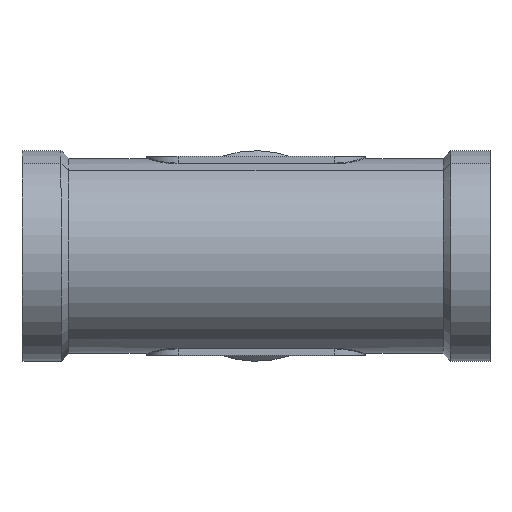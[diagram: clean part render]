
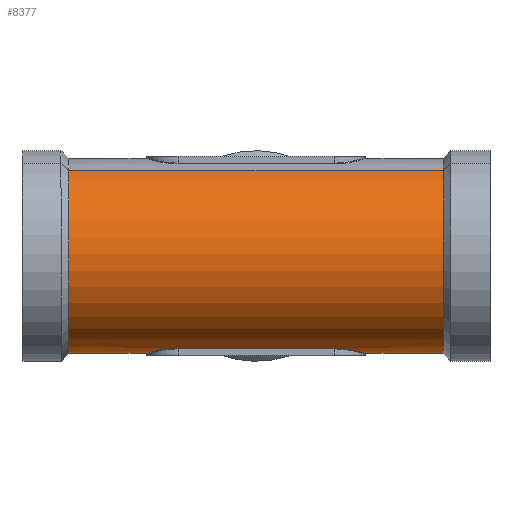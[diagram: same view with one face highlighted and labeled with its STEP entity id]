
A CAD part, left-side view. The second image highlights one B-rep face of the part: STEP entity #8377.
In plain terms, the highlighted cylindrical face has radius 12.5 mm (diameter 25 mm), a partial arc.
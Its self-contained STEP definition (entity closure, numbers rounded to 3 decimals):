
#114=CARTESIAN_POINT('Axis2P3D Location',(0.,-24.,0.)) ;
#118=CARTESIAN_POINT('Vertex',(-5.993,-24.,10.97)) ;
#120=CARTESIAN_POINT('Vertex',(5.993,-24.,-10.97)) ;
#149=CARTESIAN_POINT('Vertex',(-5.993,24.,10.97)) ;
#165=CARTESIAN_POINT('Vertex',(5.993,24.,-10.97)) ;
#168=CARTESIAN_POINT('Axis2P3D Location',(0.,24.,0.)) ;
#7569=CARTESIAN_POINT('Axis2P3D Location',(0.,15.,0.)) ;
#7586=CARTESIAN_POINT('Vertex',(5.993,6.952,-10.97)) ;
#7589=CARTESIAN_POINT('Line Origine',(5.993,12.,-10.97)) ;
#7955=CARTESIAN_POINT('Line Origine',(5.993,12.,-10.97)) ;
#7959=CARTESIAN_POINT('Vertex',(5.993,-6.952,-10.97)) ;
#8261=CARTESIAN_POINT('Control Point',(4.067,4.718,-11.82)) ;
#8262=CARTESIAN_POINT('Control Point',(4.459,5.172,-11.685)) ;
#8263=CARTESIAN_POINT('Control Point',(4.847,5.623,-11.533)) ;
#8264=CARTESIAN_POINT('Control Point',(5.233,6.07,-11.364)) ;
#8265=CARTESIAN_POINT('Control Point',(5.615,6.514,-11.176)) ;
#8266=CARTESIAN_POINT('Control Point',(5.993,6.952,-10.97)) ;
#8267=CARTESIAN_POINT('Vertex',(4.067,4.718,-11.82)) ;
#8294=CARTESIAN_POINT('Control Point',(5.993,-6.952,-10.97)) ;
#8295=CARTESIAN_POINT('Control Point',(5.363,-6.221,-11.314)) ;
#8296=CARTESIAN_POINT('Control Point',(4.72,-5.475,-11.595)) ;
#8297=CARTESIAN_POINT('Control Point',(4.067,-4.718,-11.82)) ;
#8298=CARTESIAN_POINT('Vertex',(4.067,-4.718,-11.82)) ;
#8301=CARTESIAN_POINT('Line Origine',(-5.993,12.,10.97)) ;
#8306=CARTESIAN_POINT('Line Origine',(4.067,12.,-11.82)) ;
#8310=CARTESIAN_POINT('Vertex',(4.067,10.,-11.82)) ;
#8314=CARTESIAN_POINT('Control Point',(-4.067,10.,-11.82)) ;
#8315=CARTESIAN_POINT('Control Point',(-4.067,10.622,-11.82)) ;
#8316=CARTESIAN_POINT('Control Point',(-3.95,11.245,-11.86)) ;
#8317=CARTESIAN_POINT('Control Point',(-3.716,11.833,-11.941)) ;
#8318=CARTESIAN_POINT('Control Point',(-3.03,12.914,-12.147)) ;
#8319=CARTESIAN_POINT('Control Point',(-1.993,13.663,-12.36)) ;
#8320=CARTESIAN_POINT('Control Point',(-1.388,13.939,-12.448)) ;
#8321=CARTESIAN_POINT('Control Point',(-0.029,14.244,-12.547)) ;
#8322=CARTESIAN_POINT('Control Point',(1.343,13.972,-12.459)) ;
#8323=CARTESIAN_POINT('Control Point',(2.01,13.671,-12.36)) ;
#8324=CARTESIAN_POINT('Control Point',(3.068,12.884,-12.137)) ;
#8325=CARTESIAN_POINT('Control Point',(3.745,11.758,-11.931)) ;
#8326=CARTESIAN_POINT('Control Point',(3.96,11.192,-11.857)) ;
#8327=CARTESIAN_POINT('Control Point',(4.067,10.596,-11.82)) ;
#8328=CARTESIAN_POINT('Control Point',(4.067,10.,-11.82)) ;
#8329=CARTESIAN_POINT('Vertex',(-4.067,10.,-11.82)) ;
#8332=CARTESIAN_POINT('Line Origine',(-4.067,12.,-11.82)) ;
#8336=CARTESIAN_POINT('Vertex',(-4.067,-10.,-11.82)) ;
#8340=CARTESIAN_POINT('Control Point',(4.067,-10.,-11.82)) ;
#8341=CARTESIAN_POINT('Control Point',(4.067,-10.622,-11.82)) ;
#8342=CARTESIAN_POINT('Control Point',(3.95,-11.245,-11.86)) ;
#8343=CARTESIAN_POINT('Control Point',(3.716,-11.833,-11.941)) ;
#8344=CARTESIAN_POINT('Control Point',(3.03,-12.914,-12.147)) ;
#8345=CARTESIAN_POINT('Control Point',(1.993,-13.663,-12.36)) ;
#8346=CARTESIAN_POINT('Control Point',(1.388,-13.939,-12.448)) ;
#8347=CARTESIAN_POINT('Control Point',(0.029,-14.244,-12.547)) ;
#8348=CARTESIAN_POINT('Control Point',(-1.343,-13.972,-12.459)) ;
#8349=CARTESIAN_POINT('Control Point',(-2.01,-13.671,-12.36)) ;
#8350=CARTESIAN_POINT('Control Point',(-3.068,-12.884,-12.137)) ;
#8351=CARTESIAN_POINT('Control Point',(-3.745,-11.758,-11.931)) ;
#8352=CARTESIAN_POINT('Control Point',(-3.96,-11.192,-11.857)) ;
#8353=CARTESIAN_POINT('Control Point',(-4.067,-10.596,-11.82)) ;
#8354=CARTESIAN_POINT('Control Point',(-4.067,-10.,-11.82)) ;
#8355=CARTESIAN_POINT('Vertex',(4.067,-10.,-11.82)) ;
#8358=CARTESIAN_POINT('Line Origine',(4.067,12.,-11.82)) ;
#115=DIRECTION('Axis2P3D Direction',(0.,-1.,0.)) ;
#169=DIRECTION('Axis2P3D Direction',(0.,-1.,0.)) ;
#7570=DIRECTION('Axis2P3D Direction',(0.,-1.,-0.)) ;
#7571=DIRECTION('Axis2P3D XDirection',(-0.479,0.,0.878)) ;
#7590=DIRECTION('Vector Direction',(0.,-1.,0.)) ;
#7956=DIRECTION('Vector Direction',(0.,-1.,0.)) ;
#8302=DIRECTION('Vector Direction',(0.,-1.,0.)) ;
#8307=DIRECTION('Vector Direction',(0.,-1.,0.)) ;
#8333=DIRECTION('Vector Direction',(0.,-1.,0.)) ;
#8359=DIRECTION('Vector Direction',(0.,-1.,0.)) ;
#116=AXIS2_PLACEMENT_3D('Circle Axis2P3D',#114,#115,$) ;
#170=AXIS2_PLACEMENT_3D('Circle Axis2P3D',#168,#169,$) ;
#7572=AXIS2_PLACEMENT_3D('Cylinder Axis2P3D',#7569,#7570,#7571) ;
#8364=ORIENTED_EDGE('',*,*,#8300,.T.) ;
#8365=ORIENTED_EDGE('',*,*,#7961,.T.) ;
#8366=ORIENTED_EDGE('',*,*,#122,.F.) ;
#8367=ORIENTED_EDGE('',*,*,#8305,.F.) ;
#8368=ORIENTED_EDGE('',*,*,#172,.T.) ;
#8369=ORIENTED_EDGE('',*,*,#7593,.T.) ;
#8370=ORIENTED_EDGE('',*,*,#8269,.T.) ;
#8371=ORIENTED_EDGE('',*,*,#8312,.T.) ;
#8372=ORIENTED_EDGE('',*,*,#8331,.T.) ;
#8373=ORIENTED_EDGE('',*,*,#8338,.T.) ;
#8374=ORIENTED_EDGE('',*,*,#8357,.T.) ;
#8375=ORIENTED_EDGE('',*,*,#8362,.T.) ;
#7591=VECTOR('Line Direction',#7590,1.) ;
#7957=VECTOR('Line Direction',#7956,1.) ;
#8303=VECTOR('Line Direction',#8302,1.) ;
#8308=VECTOR('Line Direction',#8307,1.) ;
#8334=VECTOR('Line Direction',#8333,1.) ;
#8360=VECTOR('Line Direction',#8359,1.) ;
#8377=ADVANCED_FACE('Corps principal',(#8376),#7573,.T.) ;
#8260=B_SPLINE_CURVE_WITH_KNOTS('',5,(#8261,#8262,#8263,#8264,#8265,#8266),.UNSPECIFIED.,.F.,.U.,(6,6),(8.88,13.223),.UNSPECIFIED.) ;
#8293=B_SPLINE_CURVE_WITH_KNOTS('',3,(#8294,#8295,#8296,#8297),.UNSPECIFIED.,.F.,.U.,(4,4),(14.165,18.507),.UNSPECIFIED.) ;
#8313=B_SPLINE_CURVE_WITH_KNOTS('',5,(#8314,#8315,#8316,#8317,#8318,#8319,#8320,#8321,#8322,#8323,#8324,#8325,#8326,#8327,#8328),.UNSPECIFIED.,.F.,.U.,(6,3,3,3,6),(9.043,13.391,17.965,22.966,27.129),.UNSPECIFIED.) ;
#8339=B_SPLINE_CURVE_WITH_KNOTS('',5,(#8340,#8341,#8342,#8343,#8344,#8345,#8346,#8347,#8348,#8349,#8350,#8351,#8352,#8353,#8354),.UNSPECIFIED.,.F.,.U.,(6,3,3,3,6),(9.043,13.391,17.965,22.966,27.129),.UNSPECIFIED.) ;
#117=CIRCLE('generated circle',#116,12.5) ;
#171=CIRCLE('generated circle',#170,12.5) ;
#7573=CYLINDRICAL_SURFACE('generated cylinder',#7572,12.5) ;
#122=EDGE_CURVE('',#119,#121,#117,.T.) ;
#172=EDGE_CURVE('',#150,#166,#171,.T.) ;
#7593=EDGE_CURVE('',#166,#7587,#7592,.T.) ;
#7961=EDGE_CURVE('',#7960,#121,#7958,.T.) ;
#8269=EDGE_CURVE('',#7587,#8268,#8260,.F.) ;
#8300=EDGE_CURVE('',#8299,#7960,#8293,.F.) ;
#8305=EDGE_CURVE('',#150,#119,#8304,.T.) ;
#8312=EDGE_CURVE('',#8268,#8311,#8309,.F.) ;
#8331=EDGE_CURVE('',#8311,#8330,#8313,.F.) ;
#8338=EDGE_CURVE('',#8330,#8337,#8335,.T.) ;
#8357=EDGE_CURVE('',#8337,#8356,#8339,.F.) ;
#8362=EDGE_CURVE('',#8356,#8299,#8361,.F.) ;
#8363=EDGE_LOOP('',(#8364,#8365,#8366,#8367,#8368,#8369,#8370,#8371,#8372,#8373,#8374,#8375)) ;
#8376=FACE_OUTER_BOUND('',#8363,.T.) ;
#7592=LINE('Line',#7589,#7591) ;
#7958=LINE('Line',#7955,#7957) ;
#8304=LINE('Line',#8301,#8303) ;
#8309=LINE('Line',#8306,#8308) ;
#8335=LINE('Line',#8332,#8334) ;
#8361=LINE('Line',#8358,#8360) ;
#119=VERTEX_POINT('',#118) ;
#121=VERTEX_POINT('',#120) ;
#150=VERTEX_POINT('',#149) ;
#166=VERTEX_POINT('',#165) ;
#7587=VERTEX_POINT('',#7586) ;
#7960=VERTEX_POINT('',#7959) ;
#8268=VERTEX_POINT('',#8267) ;
#8299=VERTEX_POINT('',#8298) ;
#8311=VERTEX_POINT('',#8310) ;
#8330=VERTEX_POINT('',#8329) ;
#8337=VERTEX_POINT('',#8336) ;
#8356=VERTEX_POINT('',#8355) ;
